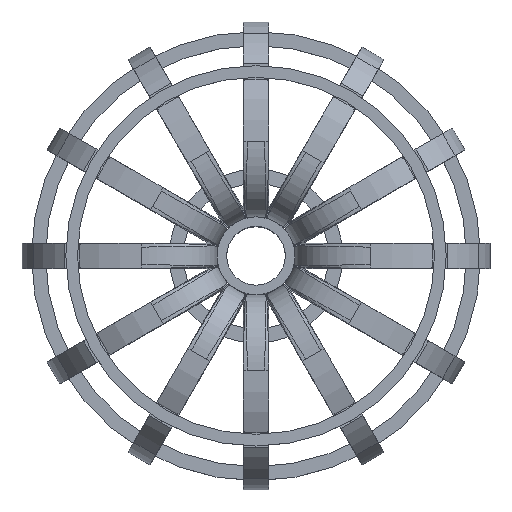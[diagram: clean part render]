
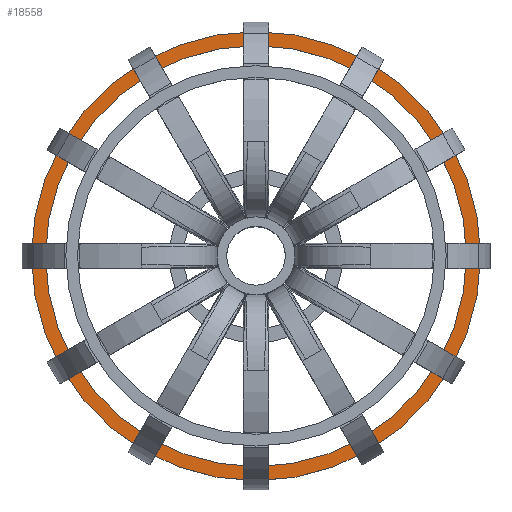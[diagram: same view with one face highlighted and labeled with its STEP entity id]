
A CAD part, top view. The second image highlights one B-rep face of the part: STEP entity #18558.
In plain terms, the highlighted planar face has unit normal (0, 0, 1).
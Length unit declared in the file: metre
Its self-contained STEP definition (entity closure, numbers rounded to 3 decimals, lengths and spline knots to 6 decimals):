
#18461 = CYLINDRICAL_SURFACE('',#18462,17.891672);
#18462 = AXIS2_PLACEMENT_3D('',#18463,#18464,#18465);
#18463 = CARTESIAN_POINT('',(0.,0.,-5.745529));
#18464 = DIRECTION('',(0.,0.,1.));
#18465 = DIRECTION('',(1.,0.,0.));
#18492 = CYLINDRICAL_SURFACE('',#18493,19.086583);
#18493 = AXIS2_PLACEMENT_3D('',#18494,#18495,#18496);
#18494 = CARTESIAN_POINT('',(0.,0.,-5.745529));
#18495 = DIRECTION('',(0.,0.,1.));
#18496 = DIRECTION('',(1.,0.,0.));
#18509 = VERTEX_POINT('',#18510);
#18510 = CARTESIAN_POINT('',(17.891672,0.,-5.148073));
#18531 = EDGE_CURVE('',#18509,#18509,#18532,.T.);
#18532 = SURFACE_CURVE('',#18533,(#18538,#18545),.PCURVE_S1.);
#18533 = CIRCLE('',#18534,17.891672);
#18534 = AXIS2_PLACEMENT_3D('',#18535,#18536,#18537);
#18535 = CARTESIAN_POINT('',(0.,0.,-5.148073));
#18536 = DIRECTION('',(0.,0.,1.));
#18537 = DIRECTION('',(1.,0.,0.));
#18538 = PCURVE('',#18461,#18539);
#18539 = DEFINITIONAL_REPRESENTATION('',(#18540),#18544);
#18540 = LINE('',#18541,#18542);
#18541 = CARTESIAN_POINT('',(0.,0.597));
#18542 = VECTOR('',#18543,1.);
#18543 = DIRECTION('',(1.,0.));
#18544 = ( GEOMETRIC_REPRESENTATION_CONTEXT(2) 
PARAMETRIC_REPRESENTATION_CONTEXT() REPRESENTATION_CONTEXT('2D SPACE',''
  ) );
#18545 = PCURVE('',#18546,#18551);
#18546 = PLANE('',#18547);
#18547 = AXIS2_PLACEMENT_3D('',#18548,#18549,#18550);
#18548 = CARTESIAN_POINT('',(0.,0.,-5.148073));
#18549 = DIRECTION('',(0.,0.,1.));
#18550 = DIRECTION('',(1.,0.,0.));
#18551 = DEFINITIONAL_REPRESENTATION('',(#18552),#18556);
#18552 = CIRCLE('',#18553,17.891672);
#18553 = AXIS2_PLACEMENT_2D('',#18554,#18555);
#18554 = CARTESIAN_POINT('',(0.,0.));
#18555 = DIRECTION('',(1.,0.));
#18556 = ( GEOMETRIC_REPRESENTATION_CONTEXT(2) 
PARAMETRIC_REPRESENTATION_CONTEXT() REPRESENTATION_CONTEXT('2D SPACE',''
  ) );
#18558 = ADVANCED_FACE('',(#18559,#18562),#18546,.T.);
#18559 = FACE_BOUND('',#18560,.F.);
#18560 = EDGE_LOOP('',(#18561));
#18561 = ORIENTED_EDGE('',*,*,#18531,.T.);
#18562 = FACE_BOUND('',#18563,.F.);
#18563 = EDGE_LOOP('',(#18564));
#18564 = ORIENTED_EDGE('',*,*,#18565,.F.);
#18565 = EDGE_CURVE('',#18566,#18566,#18568,.T.);
#18566 = VERTEX_POINT('',#18567);
#18567 = CARTESIAN_POINT('',(19.086583,0.,-5.148073));
#18568 = SURFACE_CURVE('',#18569,(#18574,#18581),.PCURVE_S1.);
#18569 = CIRCLE('',#18570,19.086583);
#18570 = AXIS2_PLACEMENT_3D('',#18571,#18572,#18573);
#18571 = CARTESIAN_POINT('',(0.,0.,-5.148073));
#18572 = DIRECTION('',(0.,0.,1.));
#18573 = DIRECTION('',(1.,0.,0.));
#18574 = PCURVE('',#18546,#18575);
#18575 = DEFINITIONAL_REPRESENTATION('',(#18576),#18580);
#18576 = CIRCLE('',#18577,19.086583);
#18577 = AXIS2_PLACEMENT_2D('',#18578,#18579);
#18578 = CARTESIAN_POINT('',(0.,0.));
#18579 = DIRECTION('',(1.,0.));
#18580 = ( GEOMETRIC_REPRESENTATION_CONTEXT(2) 
PARAMETRIC_REPRESENTATION_CONTEXT() REPRESENTATION_CONTEXT('2D SPACE',''
  ) );
#18581 = PCURVE('',#18492,#18582);
#18582 = DEFINITIONAL_REPRESENTATION('',(#18583),#18587);
#18583 = LINE('',#18584,#18585);
#18584 = CARTESIAN_POINT('',(0.,0.597));
#18585 = VECTOR('',#18586,1.);
#18586 = DIRECTION('',(1.,0.));
#18587 = ( GEOMETRIC_REPRESENTATION_CONTEXT(2) 
PARAMETRIC_REPRESENTATION_CONTEXT() REPRESENTATION_CONTEXT('2D SPACE',''
  ) );
